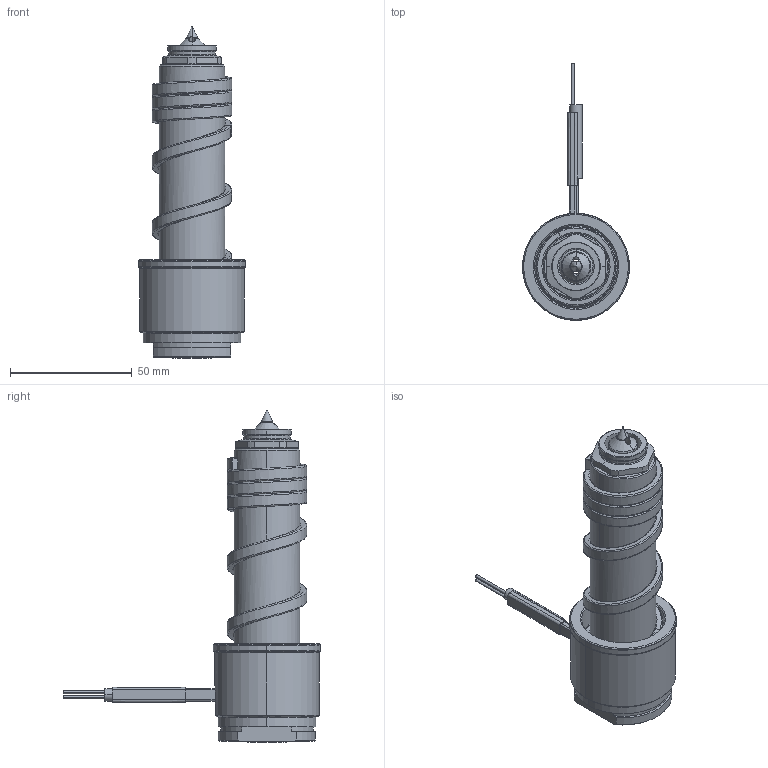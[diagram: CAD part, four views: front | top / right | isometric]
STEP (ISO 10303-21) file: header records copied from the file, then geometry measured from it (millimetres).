
FILE_DESCRIPTION((''),'2;1');
FILE_NAME('EL-136-BKS-N','2014-02-13T',('Íàòàëüÿ'),('IMID'),'PRO/ENGINEER BY PARAMETRIC TECHNOLOGY CORPORATION, 2010480','PRO/ENGINEER BY PARAMETRIC TECHNOLOGY CORPORATION, 2010480','');
FILE_SCHEMA(('CONFIG_CONTROL_DESIGN'));
Length unit declared in the file: millimetre
Products named in the file (1): EL-136-BKS-N
Bounding box: 44 x 105.5 x 136.3 mm (x, y, z)
Volume: 97513 mm3; surface area: 37406.4 mm2
Topology: 1 solids, 9 shells, 329 faces, 815 edges, 484 vertices
Faces by surface type: cylinder 109, cone 62, plane 54, bspline 52, torus 35, revolution 9, extrusion 8
Entity records: 17215 total; most frequent: CARTESIAN_POINT 9751, ORIENTED_EDGE 1586, DIRECTION 1471, EDGE_CURVE 805, AXIS2_PLACEMENT_3D 587, VERTEX_POINT 484, EDGE_LOOP 353, FACE_OUTER_BOUND 329
